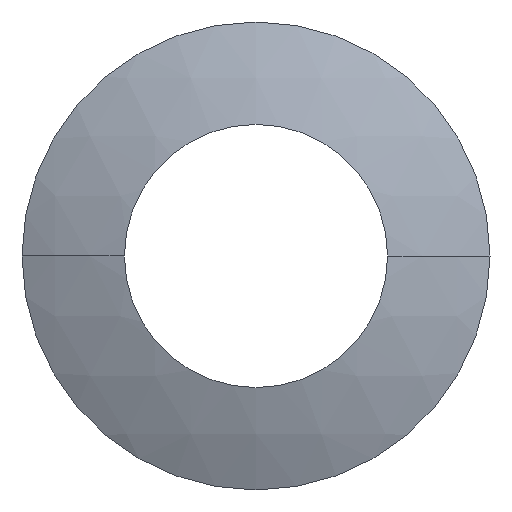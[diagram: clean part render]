
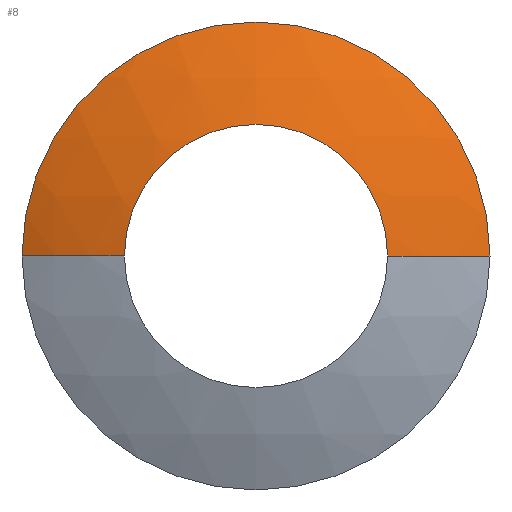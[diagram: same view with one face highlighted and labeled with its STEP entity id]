
A CAD part, front view. The second image highlights one B-rep face of the part: STEP entity #8.
In plain terms, the highlighted spherical face has radius 48 mm.
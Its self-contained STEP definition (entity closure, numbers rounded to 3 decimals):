
#2 = EDGE_CURVE ( 'NONE', #156, #167, #56, .T. ) ;
#5 = EDGE_CURVE ( 'NONE', #152, #144, #39, .T. ) ;
#8 = ADVANCED_FACE ( 'NONE', ( #249 ), #256, .T. ) ;
#11 = CIRCLE ( 'NONE', #294, 48. ) ;
#15 = EDGE_CURVE ( 'NONE', #144, #169, #36, .T. ) ;
#36 = CIRCLE ( 'NONE', #284, 20. ) ;
#39 = CIRCLE ( 'NONE', #266, 20. ) ;
#46 = CIRCLE ( 'NONE', #295, 11.25 ) ;
#47 = CIRCLE ( 'NONE', #278, 48. ) ;
#52 = EDGE_CURVE ( 'NONE', #158, #156, #46, .T. ) ;
#53 = EDGE_CURVE ( 'NONE', #152, #158, #47, .T. ) ;
#55 = EDGE_CURVE ( 'NONE', #169, #167, #11, .T. ) ;
#56 = CIRCLE ( 'NONE', #290, 11.25 ) ;
#58 = ORIENTED_EDGE ( 'NONE', *, *, #52, .F. ) ;
#61 = ORIENTED_EDGE ( 'NONE', *, *, #5, .T. ) ;
#64 = ORIENTED_EDGE ( 'NONE', *, *, #15, .T. ) ;
#67 = EDGE_LOOP ( 'NONE', ( #64, #70, #140, #58, #71, #61 ) ) ;
#70 = ORIENTED_EDGE ( 'NONE', *, *, #55, .T. ) ;
#71 = ORIENTED_EDGE ( 'NONE', *, *, #53, .F. ) ;
#76 = DIRECTION ( 'NONE',  ( 0., 0., -1. ) ) ;
#77 = DIRECTION ( 'NONE',  ( 0., -1., 0. ) ) ;
#78 = DIRECTION ( 'NONE',  ( 0., 0., -1. ) ) ;
#79 = CARTESIAN_POINT ( 'NONE',  ( 0., 4.328, 0. ) ) ;
#93 = CARTESIAN_POINT ( 'NONE',  ( 0., 47.963, 0. ) ) ;
#104 = DIRECTION ( 'NONE',  ( 0., -1., 0. ) ) ;
#111 = DIRECTION ( 'NONE',  ( 1., 0., 0. ) ) ;
#114 = CARTESIAN_POINT ( 'NONE',  ( 0., 1.3, 0. ) ) ;
#122 = DIRECTION ( 'NONE',  ( 0., -1., 0. ) ) ;
#129 = CARTESIAN_POINT ( 'NONE',  ( 0., 4.328, 0. ) ) ;
#136 = DIRECTION ( 'NONE',  ( 0., 0., 1. ) ) ;
#137 = DIRECTION ( 'NONE',  ( 0., 0., -1. ) ) ;
#140 = ORIENTED_EDGE ( 'NONE', *, *, #2, .F. ) ;
#144 = VERTEX_POINT ( 'NONE', #182 ) ;
#152 = VERTEX_POINT ( 'NONE', #197 ) ;
#156 = VERTEX_POINT ( 'NONE', #183 ) ;
#158 = VERTEX_POINT ( 'NONE', #184 ) ;
#167 = VERTEX_POINT ( 'NONE', #174 ) ;
#169 = VERTEX_POINT ( 'NONE', #199 ) ;
#174 = CARTESIAN_POINT ( 'NONE',  ( -11.25, 1.3, 0. ) ) ;
#176 = CARTESIAN_POINT ( 'NONE',  ( 0., 1.3, 0. ) ) ;
#177 = CARTESIAN_POINT ( 'NONE',  ( 0., 47.963, 0. ) ) ;
#178 = DIRECTION ( 'NONE',  ( -1., 0., 0. ) ) ;
#182 = CARTESIAN_POINT ( 'NONE',  ( 0., 4.328, 20. ) ) ;
#183 = CARTESIAN_POINT ( 'NONE',  ( 0., 1.3, 11.25 ) ) ;
#184 = CARTESIAN_POINT ( 'NONE',  ( 11.25, 1.3, 0. ) ) ;
#186 = DIRECTION ( 'NONE',  ( 1., 0., 0. ) ) ;
#187 = DIRECTION ( 'NONE',  ( 0., 0., -1. ) ) ;
#190 = DIRECTION ( 'NONE',  ( 0., 0., 1. ) ) ;
#193 = DIRECTION ( 'NONE',  ( 0., 0., -1. ) ) ;
#195 = CARTESIAN_POINT ( 'NONE',  ( 0., 47.963, 0. ) ) ;
#197 = CARTESIAN_POINT ( 'NONE',  ( 20., 4.328, 0. ) ) ;
#199 = CARTESIAN_POINT ( 'NONE',  ( -20., 4.328, 0. ) ) ;
#200 = DIRECTION ( 'NONE',  ( 0., -1., 0. ) ) ;
#244 = AXIS2_PLACEMENT_3D ( 'NONE', #93, #136, #111 ) ;
#249 = FACE_OUTER_BOUND ( 'NONE', #67, .T. ) ;
#256 = SPHERICAL_SURFACE ( 'NONE', #244, 48. ) ;
#266 = AXIS2_PLACEMENT_3D ( 'NONE', #129, #77, #76 ) ;
#278 = AXIS2_PLACEMENT_3D ( 'NONE', #177, #193, #178 ) ;
#284 = AXIS2_PLACEMENT_3D ( 'NONE', #79, #104, #78 ) ;
#290 = AXIS2_PLACEMENT_3D ( 'NONE', #114, #122, #137 ) ;
#294 = AXIS2_PLACEMENT_3D ( 'NONE', #195, #190, #186 ) ;
#295 = AXIS2_PLACEMENT_3D ( 'NONE', #176, #200, #187 ) ;
